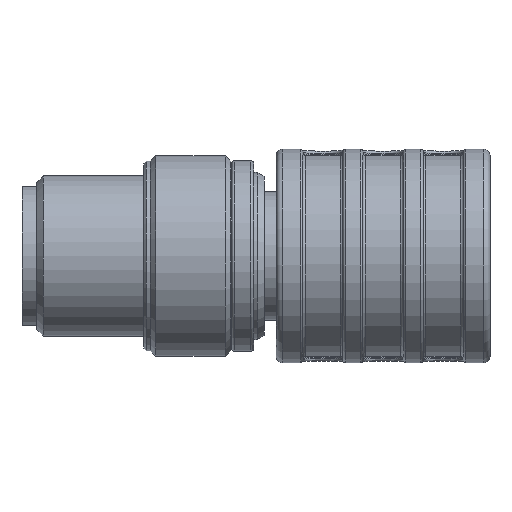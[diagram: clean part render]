
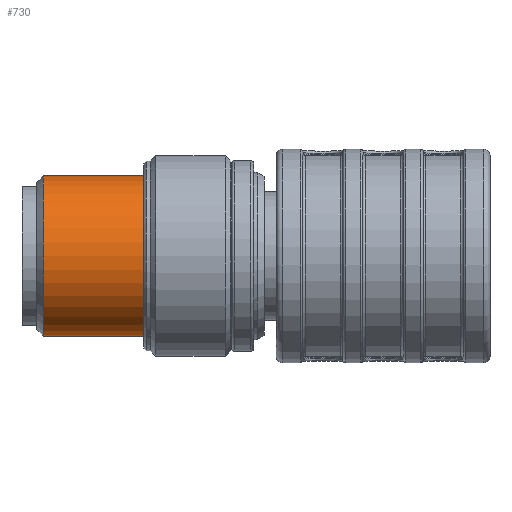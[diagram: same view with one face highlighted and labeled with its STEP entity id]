
A CAD part, top view. The second image highlights one B-rep face of the part: STEP entity #730.
In plain terms, the highlighted cylindrical face has radius 6 mm (diameter 12 mm), a full revolution.
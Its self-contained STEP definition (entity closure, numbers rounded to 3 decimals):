
#730=ADVANCED_FACE('',(#1008,#1009),#902,.T.);
#902=CYLINDRICAL_SURFACE('',#3128,6.);
#1008=FACE_BOUND('',#1140,.T.);
#1009=FACE_BOUND('',#1141,.T.);
#1140=EDGE_LOOP('',(#1528));
#1141=EDGE_LOOP('',(#1529));
#1528=ORIENTED_EDGE('',*,*,#2517,.T.);
#1529=ORIENTED_EDGE('',*,*,#2516,.F.);
#2220=VERTEX_POINT('',#4657);
#2221=VERTEX_POINT('',#4660);
#2516=EDGE_CURVE('',#2220,#2220,#2878,.T.);
#2517=EDGE_CURVE('',#2221,#2221,#2879,.T.);
#2878=CIRCLE('',#3125,6.);
#2879=CIRCLE('',#3127,6.);
#3125=AXIS2_PLACEMENT_3D('',#4656,#3673,#3674);
#3127=AXIS2_PLACEMENT_3D('',#4659,#3677,#3678);
#3128=AXIS2_PLACEMENT_3D('',#4661,#3679,#3680);
#3673=DIRECTION('',(-1.,0.,0.));
#3674=DIRECTION('',(0.,0.,-1.));
#3677=DIRECTION('',(-1.,0.,0.));
#3678=DIRECTION('',(0.,0.,-1.));
#3679=DIRECTION('',(-1.,0.,0.));
#3680=DIRECTION('',(0.,0.,1.));
#4656=CARTESIAN_POINT('',(24.6,50.,102.5));
#4657=CARTESIAN_POINT('',(24.6,50.,96.5));
#4659=CARTESIAN_POINT('',(32.1,50.,102.5));
#4660=CARTESIAN_POINT('',(32.1,50.,96.5));
#4661=CARTESIAN_POINT('',(24.1,50.,102.5));
